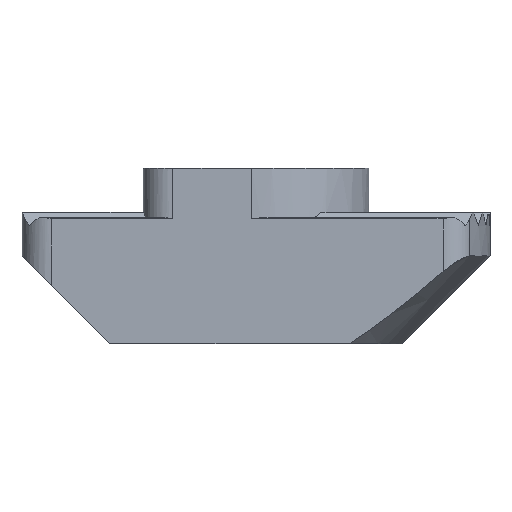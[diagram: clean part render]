
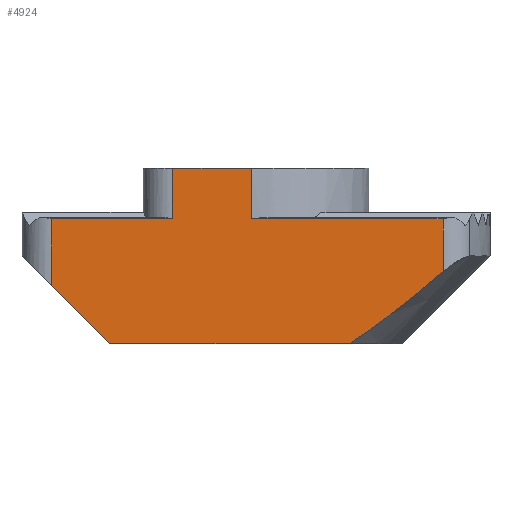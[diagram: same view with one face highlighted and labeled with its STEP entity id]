
A CAD part, front view. The second image highlights one B-rep face of the part: STEP entity #4924.
In plain terms, the highlighted planar face has unit normal (0, -1, 0).
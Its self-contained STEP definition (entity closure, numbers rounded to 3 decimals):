
#37 = CARTESIAN_POINT ( 'NONE',  ( -7., -3.85, 2. ) ) ;
#95 = VERTEX_POINT ( 'NONE', #4914 ) ;
#163 = ORIENTED_EDGE ( 'NONE', *, *, #5391, .T. ) ;
#185 = DIRECTION ( 'NONE',  ( 0., 0., -1. ) ) ;
#208 = VERTEX_POINT ( 'NONE', #4610 ) ;
#285 = VERTEX_POINT ( 'NONE', #866 ) ;
#516 = EDGE_CURVE ( 'NONE', #1433, #4129, #3692, .T. ) ;
#652 = VERTEX_POINT ( 'NONE', #1221 ) ;
#676 = DIRECTION ( 'NONE',  ( 1., 0., 0. ) ) ;
#683 = DIRECTION ( 'NONE',  ( 0., 0., -1. ) ) ;
#866 = CARTESIAN_POINT ( 'NONE',  ( -0.15, -3.85, 4.271 ) ) ;
#1018 = CARTESIAN_POINT ( 'NONE',  ( 4.8, -3.85, 1.153 ) ) ;
#1096 = LINE ( 'NONE', #3654, #5220 ) ;
#1129 = CARTESIAN_POINT ( 'NONE',  ( 3.824, -3.85, 0.421 ) ) ;
#1139 = LINE ( 'NONE', #3158, #1435 ) ;
#1149 = VECTOR ( 'NONE', #3559, 1000. ) ;
#1215 = CARTESIAN_POINT ( 'NONE',  ( 6.394, -3.85, 4.5 ) ) ;
#1217 = LINE ( 'NONE', #2009, #3775 ) ;
#1221 = CARTESIAN_POINT ( 'NONE',  ( -2.85, -3.85, 6. ) ) ;
#1249 = ORIENTED_EDGE ( 'NONE', *, *, #516, .T. ) ;
#1380 = VECTOR ( 'NONE', #4018, 1000. ) ;
#1427 = CARTESIAN_POINT ( 'NONE',  ( -8., -3.85, 3. ) ) ;
#1433 = VERTEX_POINT ( 'NONE', #2646 ) ;
#1435 = VECTOR ( 'NONE', #185, 1000. ) ;
#1502 = EDGE_CURVE ( 'NONE', #652, #95, #3894, .T. ) ;
#1555 = ORIENTED_EDGE ( 'NONE', *, *, #3179, .T. ) ;
#1661 = EDGE_CURVE ( 'NONE', #4418, #208, #2382, .T. ) ;
#1868 = CARTESIAN_POINT ( 'NONE',  ( -8., -3.85, 4.271 ) ) ;
#1922 = DIRECTION ( 'NONE',  ( 0., 1., 0. ) ) ;
#2009 = CARTESIAN_POINT ( 'NONE',  ( -0.15, -3.85, 6. ) ) ;
#2056 = DIRECTION ( 'NONE',  ( 0., 0., 1. ) ) ;
#2109 = ORIENTED_EDGE ( 'NONE', *, *, #4986, .T. ) ;
#2297 = CARTESIAN_POINT ( 'NONE',  ( 4.814, -3.85, 1.164 ) ) ;
#2304 = DIRECTION ( 'NONE',  ( 0.707, 0., -0.707 ) ) ;
#2378 = ORIENTED_EDGE ( 'NONE', *, *, #3171, .T. ) ;
#2382 = LINE ( 'NONE', #5376, #4193 ) ;
#2614 = ORIENTED_EDGE ( 'NONE', *, *, #1661, .T. ) ;
#2646 = CARTESIAN_POINT ( 'NONE',  ( 3.19, -3.85, 0. ) ) ;
#2663 = VERTEX_POINT ( 'NONE', #3427 ) ;
#2692 = CARTESIAN_POINT ( 'NONE',  ( 4.829, -3.85, 1.176 ) ) ;
#2714 = CARTESIAN_POINT ( 'NONE',  ( 5.824, -3.85, 1.976 ) ) ;
#2804 = CARTESIAN_POINT ( 'NONE',  ( 4.824, -3.85, 1.172 ) ) ;
#2813 = CARTESIAN_POINT ( 'NONE',  ( -2.85, -3.85, 4.271 ) ) ;
#2858 = DIRECTION ( 'NONE',  ( 0., 0., -1. ) ) ;
#2904 = EDGE_CURVE ( 'NONE', #95, #285, #1217, .T. ) ;
#3011 = EDGE_LOOP ( 'NONE', ( #1555, #2614, #4645, #163, #2378, #1249, #5173, #2109, #3318, #3686 ) ) ;
#3018 = VECTOR ( 'NONE', #5361, 1000. ) ;
#3092 = VECTOR ( 'NONE', #2304, 1000. ) ;
#3147 = CARTESIAN_POINT ( 'NONE',  ( 6.394, -3.85, 2.463 ) ) ;
#3158 = CARTESIAN_POINT ( 'NONE',  ( -2.85, -3.85, 4.5 ) ) ;
#3171 = EDGE_CURVE ( 'NONE', #3881, #1433, #3677, .T. ) ;
#3179 = EDGE_CURVE ( 'NONE', #652, #4418, #1139, .T. ) ;
#3197 = CARTESIAN_POINT ( 'NONE',  ( 4.701, -3.85, 1.077 ) ) ;
#3318 = ORIENTED_EDGE ( 'NONE', *, *, #2904, .F. ) ;
#3427 = CARTESIAN_POINT ( 'NONE',  ( 6.394, -3.85, 4.271 ) ) ;
#3519 = CARTESIAN_POINT ( 'NONE',  ( -5., -3.85, 0. ) ) ;
#3533 = PLANE ( 'NONE',  #4523 ) ;
#3559 = DIRECTION ( 'NONE',  ( -1., 0., 0. ) ) ;
#3654 = CARTESIAN_POINT ( 'NONE',  ( -7., -3.85, 4.5 ) ) ;
#3677 = LINE ( 'NONE', #3978, #3018 ) ;
#3686 = ORIENTED_EDGE ( 'NONE', *, *, #1502, .F. ) ;
#3692 = B_SPLINE_CURVE_WITH_KNOTS ( 'NONE', 3,
 ( #5265, #4827, #1129, #4495, #4878, #3197, #5293, #1018, #2297, #2804, #2692, #4413, #2714, #3147 ),
 .UNSPECIFIED., .F., .F.,
 ( 4, 1, 1, 1, 1, 1, 1, 2, 2, 4 ),
 ( 0., 0.25, 0.375, 0.438, 0.469, 0.484, 0.492, 0.496, 0.5, 1. ),
 .UNSPECIFIED. ) ;
#3775 = VECTOR ( 'NONE', #2858, 1000. ) ;
#3881 = VERTEX_POINT ( 'NONE', #3519 ) ;
#3894 = LINE ( 'NONE', #5160, #1380 ) ;
#3978 = CARTESIAN_POINT ( 'NONE',  ( -8., -3.85, 0. ) ) ;
#4009 = LINE ( 'NONE', #1868, #1149 ) ;
#4018 = DIRECTION ( 'NONE',  ( 1., 0., 0. ) ) ;
#4098 = VERTEX_POINT ( 'NONE', #37 ) ;
#4129 = VERTEX_POINT ( 'NONE', #4655 ) ;
#4134 = DIRECTION ( 'NONE',  ( -1., 0., 0. ) ) ;
#4173 = VECTOR ( 'NONE', #2056, 1000. ) ;
#4193 = VECTOR ( 'NONE', #4134, 1000. ) ;
#4413 = CARTESIAN_POINT ( 'NONE',  ( 5.304, -3.85, 1.548 ) ) ;
#4418 = VERTEX_POINT ( 'NONE', #2813 ) ;
#4495 = CARTESIAN_POINT ( 'NONE',  ( 4.316, -3.85, 0.782 ) ) ;
#4523 = AXIS2_PLACEMENT_3D ( 'NONE', #4839, #1922, #676 ) ;
#4610 = CARTESIAN_POINT ( 'NONE',  ( -7., -3.85, 4.271 ) ) ;
#4645 = ORIENTED_EDGE ( 'NONE', *, *, #4688, .T. ) ;
#4655 = CARTESIAN_POINT ( 'NONE',  ( 6.394, -3.85, 2.463 ) ) ;
#4688 = EDGE_CURVE ( 'NONE', #208, #4098, #1096, .T. ) ;
#4786 = EDGE_CURVE ( 'NONE', #4129, #2663, #5015, .T. ) ;
#4827 = CARTESIAN_POINT ( 'NONE',  ( 3.435, -3.85, 0.156 ) ) ;
#4839 = CARTESIAN_POINT ( 'NONE',  ( -8., -3.85, 4.5 ) ) ;
#4878 = CARTESIAN_POINT ( 'NONE',  ( 4.571, -3.85, 0.976 ) ) ;
#4914 = CARTESIAN_POINT ( 'NONE',  ( -0.15, -3.85, 6. ) ) ;
#4924 = ADVANCED_FACE ( 'NONE', ( #4925 ), #3533, .F. ) ;
#4925 = FACE_OUTER_BOUND ( 'NONE', #3011, .T. ) ;
#4986 = EDGE_CURVE ( 'NONE', #2663, #285, #4009, .T. ) ;
#5015 = LINE ( 'NONE', #1215, #4173 ) ;
#5160 = CARTESIAN_POINT ( 'NONE',  ( -3.85, -3.85, 6. ) ) ;
#5173 = ORIENTED_EDGE ( 'NONE', *, *, #4786, .T. ) ;
#5215 = LINE ( 'NONE', #1427, #3092 ) ;
#5220 = VECTOR ( 'NONE', #683, 1000. ) ;
#5265 = CARTESIAN_POINT ( 'NONE',  ( 3.19, -3.85, 0. ) ) ;
#5293 = CARTESIAN_POINT ( 'NONE',  ( 4.767, -3.85, 1.128 ) ) ;
#5361 = DIRECTION ( 'NONE',  ( 1., 0., 0. ) ) ;
#5376 = CARTESIAN_POINT ( 'NONE',  ( -8., -3.85, 4.271 ) ) ;
#5391 = EDGE_CURVE ( 'NONE', #4098, #3881, #5215, .T. ) ;
